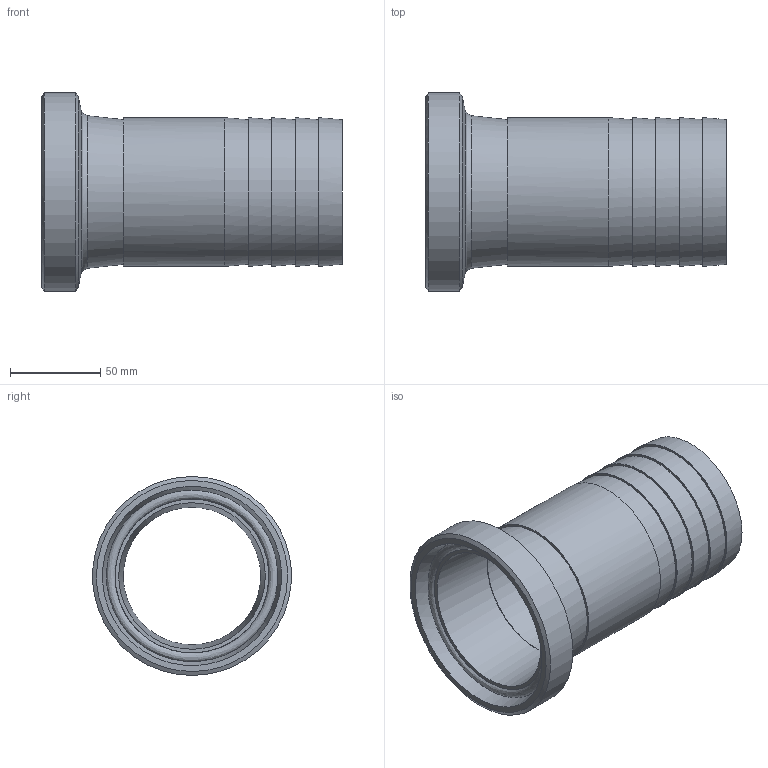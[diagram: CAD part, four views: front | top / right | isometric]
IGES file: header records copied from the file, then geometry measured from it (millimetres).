
Global section: file name: 26010080000; native system: Autodesk Inventor 2015; preprocessor: unknown; author: Struska Martin; date: 20160308.112823; units: millimetre
Bounding box: 166 x 109.77 x 110 mm (x, y, z)
Volume: 169039.3 mm3; surface area: 93718 mm2
Topology: 1 solids, 1 shells, 30 faces, 75 edges, 54 vertices
Faces by surface type: bspline 30
